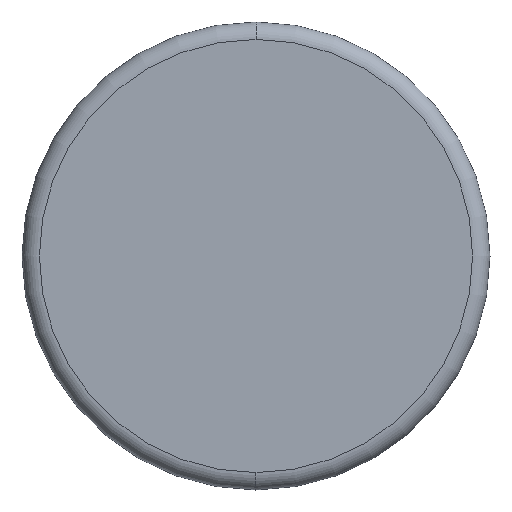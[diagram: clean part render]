
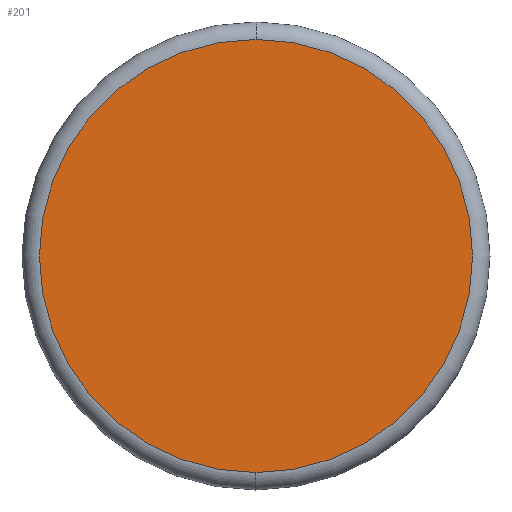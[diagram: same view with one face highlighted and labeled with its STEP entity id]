
A CAD part, left-side view. The second image highlights one B-rep face of the part: STEP entity #201.
In plain terms, the highlighted planar face has unit normal (-1, 0, 0).
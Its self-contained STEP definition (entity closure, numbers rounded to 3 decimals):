
#6 = DIRECTION ( 'NONE',  ( 0., 0., -1. ) ) ;
#13 = ORIENTED_EDGE ( 'NONE', *, *, #45, .T. ) ;
#45 = EDGE_CURVE ( 'NONE', #292, #207, #73, .T. ) ;
#50 = CARTESIAN_POINT ( 'NONE',  ( -3., 0., 0. ) ) ;
#59 = DIRECTION ( 'NONE',  ( -1., 0., 0. ) ) ;
#73 = CIRCLE ( 'NONE', #222, 12.45 ) ;
#105 = DIRECTION ( 'NONE',  ( 0., 0., 1. ) ) ;
#110 = CIRCLE ( 'NONE', #357, 12.45 ) ;
#120 = EDGE_CURVE ( 'NONE', #207, #292, #110, .T. ) ;
#144 = PLANE ( 'NONE',  #196 ) ;
#147 = CARTESIAN_POINT ( 'NONE',  ( -3., 12.45, 0. ) ) ;
#180 = FACE_OUTER_BOUND ( 'NONE', #267, .T. ) ;
#196 = AXIS2_PLACEMENT_3D ( 'NONE', #147, #250, #6 ) ;
#201 = ADVANCED_FACE ( 'NONE', ( #180 ), #144, .F. ) ;
#202 = CARTESIAN_POINT ( 'NONE',  ( -3., 0., -12.45 ) ) ;
#207 = VERTEX_POINT ( 'NONE', #227 ) ;
#209 = ORIENTED_EDGE ( 'NONE', *, *, #120, .T. ) ;
#222 = AXIS2_PLACEMENT_3D ( 'NONE', #50, #240, #105 ) ;
#227 = CARTESIAN_POINT ( 'NONE',  ( -3., 0., 12.45 ) ) ;
#240 = DIRECTION ( 'NONE',  ( -1., 0., 0. ) ) ;
#250 = DIRECTION ( 'NONE',  ( 1., 0., 0. ) ) ;
#267 = EDGE_LOOP ( 'NONE', ( #209, #13 ) ) ;
#272 = CARTESIAN_POINT ( 'NONE',  ( -3., 0., 0. ) ) ;
#292 = VERTEX_POINT ( 'NONE', #202 ) ;
#329 = DIRECTION ( 'NONE',  ( 0., 0., 1. ) ) ;
#357 = AXIS2_PLACEMENT_3D ( 'NONE', #272, #59, #329 ) ;
